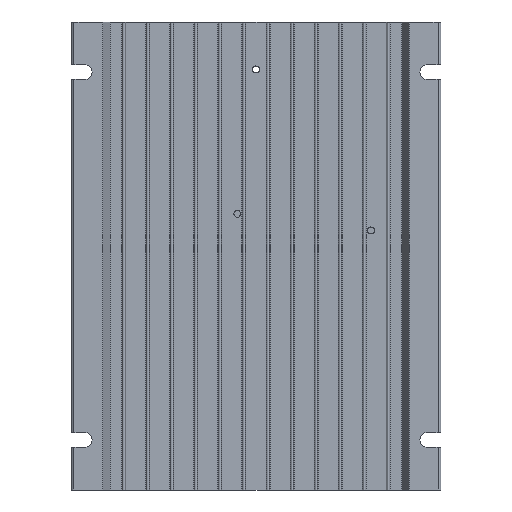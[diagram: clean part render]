
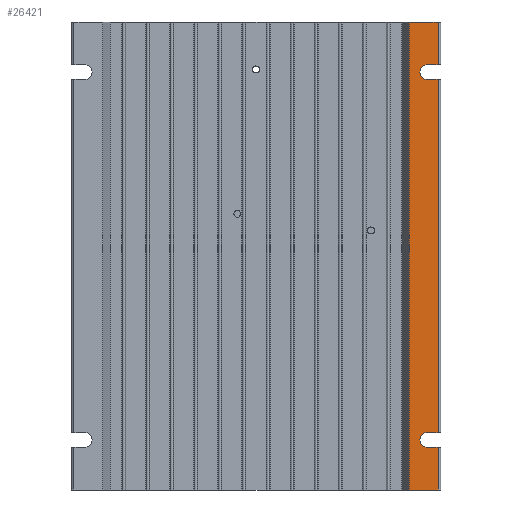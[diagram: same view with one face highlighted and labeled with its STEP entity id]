
A CAD part, front view. The second image highlights one B-rep face of the part: STEP entity #26421.
In plain terms, the highlighted planar face has unit normal (0, -1, 0).
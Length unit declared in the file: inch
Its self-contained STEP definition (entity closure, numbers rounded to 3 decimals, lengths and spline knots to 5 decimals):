
#1099 = VERTEX_POINT ( 'NONE', #34914 ) ;
#2221 = VECTOR ( 'NONE', #19365, 39.37008 ) ;
#3249 = CARTESIAN_POINT ( 'NONE',  ( 4.36087, -0.38669, -0.85938 ) ) ;
#3679 = LINE ( 'NONE', #13746, #3704 ) ;
#3704 = VECTOR ( 'NONE', #13811, 39.37008 ) ;
#5208 = DIRECTION ( 'NONE',  ( 1., 0., 0. ) ) ;
#5574 = CARTESIAN_POINT ( 'NONE',  ( 4.36087, -0.38669, -0.64063 ) ) ;
#7122 = VECTOR ( 'NONE', #5208, 39.37008 ) ;
#9414 = VERTEX_POINT ( 'NONE', #33378 ) ;
#9668 = LINE ( 'NONE', #44482, #22665 ) ;
#9970 = ORIENTED_EDGE ( 'NONE', *, *, #18870, .T. ) ;
#10273 = CARTESIAN_POINT ( 'NONE',  ( 4.52349, -0.38669, -6.35938 ) ) ;
#10288 = VECTOR ( 'NONE', #29884, 39.37008 ) ;
#10940 = ORIENTED_EDGE ( 'NONE', *, *, #14538, .T. ) ;
#11856 = ORIENTED_EDGE ( 'NONE', *, *, #18344, .F. ) ;
#12266 = VERTEX_POINT ( 'NONE', #26181 ) ;
#12864 = ORIENTED_EDGE ( 'NONE', *, *, #17151, .T. ) ;
#13746 = CARTESIAN_POINT ( 'NONE',  ( 4.36087, -0.38669, -6.14062 ) ) ;
#13790 = AXIS2_PLACEMENT_3D ( 'NONE', #19157, #19340, #18860 ) ;
#13811 = DIRECTION ( 'NONE',  ( 1., 0., 0. ) ) ;
#14208 = LINE ( 'NONE', #5574, #7122 ) ;
#14538 = EDGE_CURVE ( 'NONE', #46304, #45599, #31040, .T. ) ;
#14990 = EDGE_CURVE ( 'NONE', #46735, #46304, #9668, .T. ) ;
#15165 = VERTEX_POINT ( 'NONE', #3249 ) ;
#15343 = VERTEX_POINT ( 'NONE', #33512 ) ;
#15571 = EDGE_CURVE ( 'NONE', #45599, #15343, #3679, .T. ) ;
#15815 = EDGE_CURVE ( 'NONE', #15165, #22117, #45008, .T. ) ;
#16190 = EDGE_CURVE ( 'NONE', #9414, #15165, #33877, .T. ) ;
#16264 = VERTEX_POINT ( 'NONE', #29505 ) ;
#16887 = CARTESIAN_POINT ( 'NONE',  ( 4.36087, -0.38669, -6.35938 ) ) ;
#17151 = EDGE_CURVE ( 'NONE', #22117, #46280, #14208, .T. ) ;
#17646 = CARTESIAN_POINT ( 'NONE',  ( 4.09168, -0.38669, 0. ) ) ;
#17724 = CARTESIAN_POINT ( 'NONE',  ( 4.52349, -0.38669, -0.64063 ) ) ;
#17762 = DIRECTION ( 'NONE',  ( 1., 0., 0. ) ) ;
#18344 = EDGE_CURVE ( 'NONE', #26582, #46280, #41228, .T. ) ;
#18379 = LINE ( 'NONE', #42606, #18424 ) ;
#18413 = EDGE_CURVE ( 'NONE', #46735, #16264, #18379, .T. ) ;
#18424 = VECTOR ( 'NONE', #42448, 39.37008 ) ;
#18434 = CARTESIAN_POINT ( 'NONE',  ( 4.09168, -0.38669, -7. ) ) ;
#18566 = EDGE_CURVE ( 'NONE', #9414, #15343, #31027, .T. ) ;
#18650 = EDGE_CURVE ( 'NONE', #26582, #1099, #30701, .T. ) ;
#18860 = DIRECTION ( 'NONE',  ( 0., 0., -1. ) ) ;
#18870 = EDGE_CURVE ( 'NONE', #1099, #12266, #24119, .T. ) ;
#18874 = EDGE_CURVE ( 'NONE', #12266, #16264, #23981, .T. ) ;
#19157 = CARTESIAN_POINT ( 'NONE',  ( 4.09168, -0.38669, 0. ) ) ;
#19340 = DIRECTION ( 'NONE',  ( 0., -1., 0. ) ) ;
#19365 = DIRECTION ( 'NONE',  ( 0., 0., -1. ) ) ;
#20704 = ORIENTED_EDGE ( 'NONE', *, *, #18874, .T. ) ;
#21868 = VECTOR ( 'NONE', #45974, 39.37008 ) ;
#22003 = PLANE ( 'NONE',  #13790 ) ;
#22117 = VERTEX_POINT ( 'NONE', #22385 ) ;
#22299 = ORIENTED_EDGE ( 'NONE', *, *, #14990, .T. ) ;
#22385 = CARTESIAN_POINT ( 'NONE',  ( 4.36087, -0.38669, -0.64063 ) ) ;
#22608 = AXIS2_PLACEMENT_3D ( 'NONE', #44485, #44313, #42476 ) ;
#22665 = VECTOR ( 'NONE', #44307, 39.37008 ) ;
#23778 = VECTOR ( 'NONE', #17762, 39.37008 ) ;
#23981 = LINE ( 'NONE', #18434, #23778 ) ;
#24119 = LINE ( 'NONE', #17646, #2221 ) ;
#26181 = CARTESIAN_POINT ( 'NONE',  ( 4.09168, -0.38669, -7. ) ) ;
#26421 = ADVANCED_FACE ( 'NONE', ( #26946 ), #22003, .T. ) ;
#26582 = VERTEX_POINT ( 'NONE', #48203 ) ;
#26862 = EDGE_LOOP ( 'NONE', ( #22299, #10940, #27269, #44649, #30134, #33349, #12864, #11856, #41972, #9970, #20704, #28290 ) ) ;
#26946 = FACE_OUTER_BOUND ( 'NONE', #26862, .T. ) ;
#27269 = ORIENTED_EDGE ( 'NONE', *, *, #15571, .T. ) ;
#28290 = ORIENTED_EDGE ( 'NONE', *, *, #18413, .F. ) ;
#28646 = CARTESIAN_POINT ( 'NONE',  ( 4.36087, -0.38669, -6.14062 ) ) ;
#29505 = CARTESIAN_POINT ( 'NONE',  ( 4.52349, -0.38669, -7. ) ) ;
#29845 = CARTESIAN_POINT ( 'NONE',  ( 4.52349, -0.38669, 0. ) ) ;
#29884 = DIRECTION ( 'NONE',  ( -1., 0., 0. ) ) ;
#30134 = ORIENTED_EDGE ( 'NONE', *, *, #16190, .T. ) ;
#30701 = LINE ( 'NONE', #29845, #10288 ) ;
#30929 = VECTOR ( 'NONE', #31689, 39.37008 ) ;
#31027 = LINE ( 'NONE', #32195, #30929 ) ;
#31040 = CIRCLE ( 'NONE', #22608, 0.10937 ) ;
#31689 = DIRECTION ( 'NONE',  ( 0., 0., -1. ) ) ;
#32041 = VECTOR ( 'NONE', #35352, 39.37008 ) ;
#32195 = CARTESIAN_POINT ( 'NONE',  ( 4.52349, -0.38669, -0.85938 ) ) ;
#33349 = ORIENTED_EDGE ( 'NONE', *, *, #15815, .T. ) ;
#33378 = CARTESIAN_POINT ( 'NONE',  ( 4.52349, -0.38669, -0.85938 ) ) ;
#33512 = CARTESIAN_POINT ( 'NONE',  ( 4.52349, -0.38669, -6.14062 ) ) ;
#33877 = LINE ( 'NONE', #35313, #32041 ) ;
#34914 = CARTESIAN_POINT ( 'NONE',  ( 4.09168, -0.38669, 0. ) ) ;
#35313 = CARTESIAN_POINT ( 'NONE',  ( 4.52349, -0.38669, -0.85938 ) ) ;
#35352 = DIRECTION ( 'NONE',  ( -1., 0., 0. ) ) ;
#35857 = DIRECTION ( 'NONE',  ( 0., 1., 0. ) ) ;
#36026 = CARTESIAN_POINT ( 'NONE',  ( 4.36087, -0.38669, -0.75 ) ) ;
#36287 = DIRECTION ( 'NONE',  ( 0., 0., 1. ) ) ;
#41228 = LINE ( 'NONE', #47265, #21868 ) ;
#41972 = ORIENTED_EDGE ( 'NONE', *, *, #18650, .T. ) ;
#42448 = DIRECTION ( 'NONE',  ( 0., 0., -1. ) ) ;
#42476 = DIRECTION ( 'NONE',  ( 0., 0., 1. ) ) ;
#42606 = CARTESIAN_POINT ( 'NONE',  ( 4.52349, -0.38669, -6.35938 ) ) ;
#44307 = DIRECTION ( 'NONE',  ( -1., 0., 0. ) ) ;
#44313 = DIRECTION ( 'NONE',  ( 0., 1., 0. ) ) ;
#44482 = CARTESIAN_POINT ( 'NONE',  ( 4.52349, -0.38669, -6.35938 ) ) ;
#44485 = CARTESIAN_POINT ( 'NONE',  ( 4.36087, -0.38669, -6.25 ) ) ;
#44649 = ORIENTED_EDGE ( 'NONE', *, *, #18566, .F. ) ;
#45008 = CIRCLE ( 'NONE', #46237, 0.10937 ) ;
#45599 = VERTEX_POINT ( 'NONE', #28646 ) ;
#45974 = DIRECTION ( 'NONE',  ( 0., 0., -1. ) ) ;
#46237 = AXIS2_PLACEMENT_3D ( 'NONE', #36026, #35857, #36287 ) ;
#46280 = VERTEX_POINT ( 'NONE', #17724 ) ;
#46304 = VERTEX_POINT ( 'NONE', #16887 ) ;
#46735 = VERTEX_POINT ( 'NONE', #10273 ) ;
#47265 = CARTESIAN_POINT ( 'NONE',  ( 4.52349, -0.38669, 0. ) ) ;
#48203 = CARTESIAN_POINT ( 'NONE',  ( 4.52349, -0.38669, 0. ) ) ;
